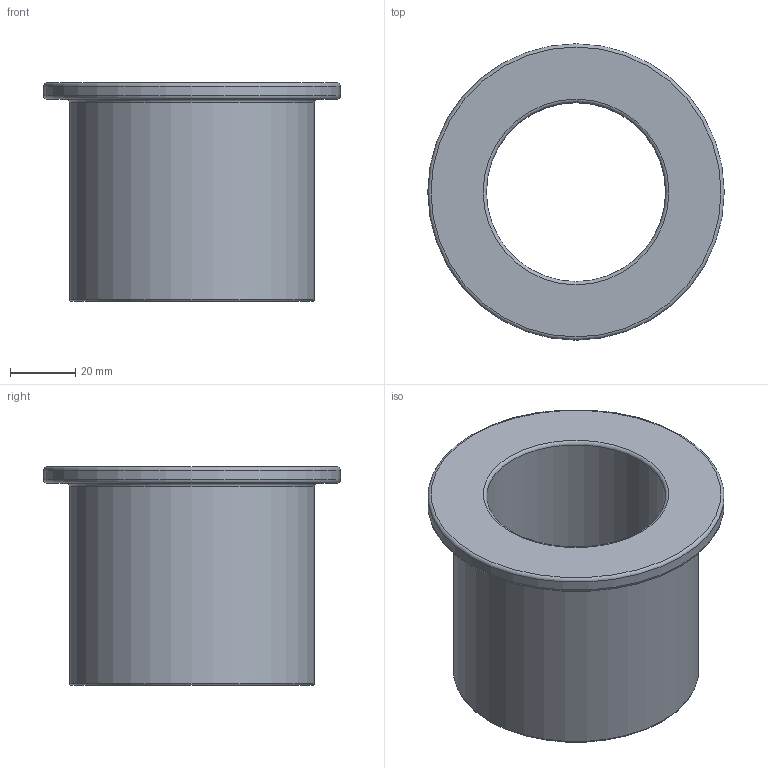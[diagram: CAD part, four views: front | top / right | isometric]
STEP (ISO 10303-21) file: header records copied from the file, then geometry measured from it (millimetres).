
FILE_DESCRIPTION(('FreeCAD Model'),'2;1');
FILE_NAME('Open CASCADE Shape Model','2024-01-22T18:03:22',(''),(''), 'Open CASCADE STEP processor 7.6','FreeCAD','Unknown');
FILE_SCHEMA(('AUTOMOTIVE_DESIGN { 1 0 10303 214 1 1 1 1 }'));
Length unit declared in the file: millimetre
Products named in the file (1): geeetech-filament-rigid
Bounding box: 91 x 91 x 67 mm (x, y, z)
Volume: 148578.8 mm3; surface area: 35400.9 mm2
Topology: 1 solids, 1 shells, 12 faces, 21 edges, 12 vertices
Faces by surface type: torus 6, cylinder 3, plane 3
Full cylindrical faces by diameter (mm): 55 x1, 75.2 x1, 91 x1
Entity records: 321 total; most frequent: DIRECTION 65, CARTESIAN_POINT 46, ORIENTED_EDGE 42, AXIS2_PLACEMENT_3D 31, EDGE_CURVE 21, CIRCLE 18, FACE_BOUND 15, EDGE_LOOP 15
